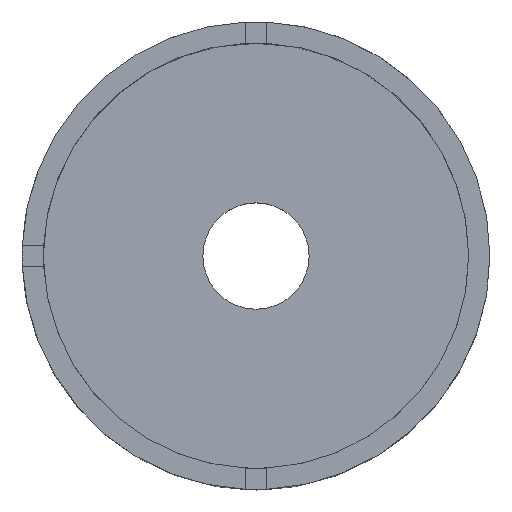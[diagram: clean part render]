
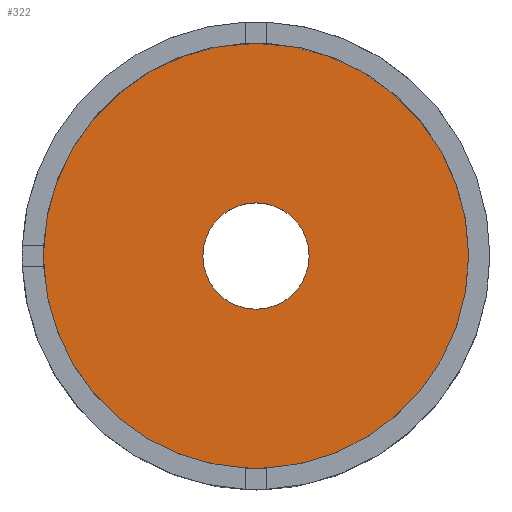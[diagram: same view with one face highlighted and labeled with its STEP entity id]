
A CAD part, top view. The second image highlights one B-rep face of the part: STEP entity #322.
In plain terms, the highlighted planar face has unit normal (0, 0, 1).
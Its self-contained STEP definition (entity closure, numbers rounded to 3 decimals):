
#15=FACE_BOUND('',#71,.T.);
#35=CIRCLE('',#367,3.75);
#37=CIRCLE('',#370,15.);
#53=FACE_OUTER_BOUND('',#70,.T.);
#70=EDGE_LOOP('',(#289));
#71=EDGE_LOOP('',(#290));
#155=VERTEX_POINT('',#554);
#157=VERTEX_POINT('',#560);
#198=EDGE_CURVE('',#155,#155,#35,.T.);
#201=EDGE_CURVE('',#157,#157,#37,.F.);
#289=ORIENTED_EDGE('',*,*,#201,.F.);
#290=ORIENTED_EDGE('',*,*,#198,.T.);
#305=PLANE('',#371);
#322=ADVANCED_FACE('',(#53,#15),#305,.F.);
#367=AXIS2_PLACEMENT_3D('',#555,#458,#459);
#370=AXIS2_PLACEMENT_3D('',#561,#465,#466);
#371=AXIS2_PLACEMENT_3D('',#563,#468,#469);
#458=DIRECTION('center_axis',(0.,0.,-1.));
#459=DIRECTION('ref_axis',(1.,0.,0.));
#465=DIRECTION('center_axis',(0.,0.,1.));
#466=DIRECTION('ref_axis',(1.,0.,0.));
#468=DIRECTION('center_axis',(0.,0.,-1.));
#469=DIRECTION('ref_axis',(-1.,0.,0.));
#554=CARTESIAN_POINT('',(-3.75,0.,1.5));
#555=CARTESIAN_POINT('Origin',(0.,0.,1.5));
#560=CARTESIAN_POINT('',(-15.,0.,1.5));
#561=CARTESIAN_POINT('Origin',(0.,0.,1.5));
#563=CARTESIAN_POINT('Origin',(0.,0.,1.5));
